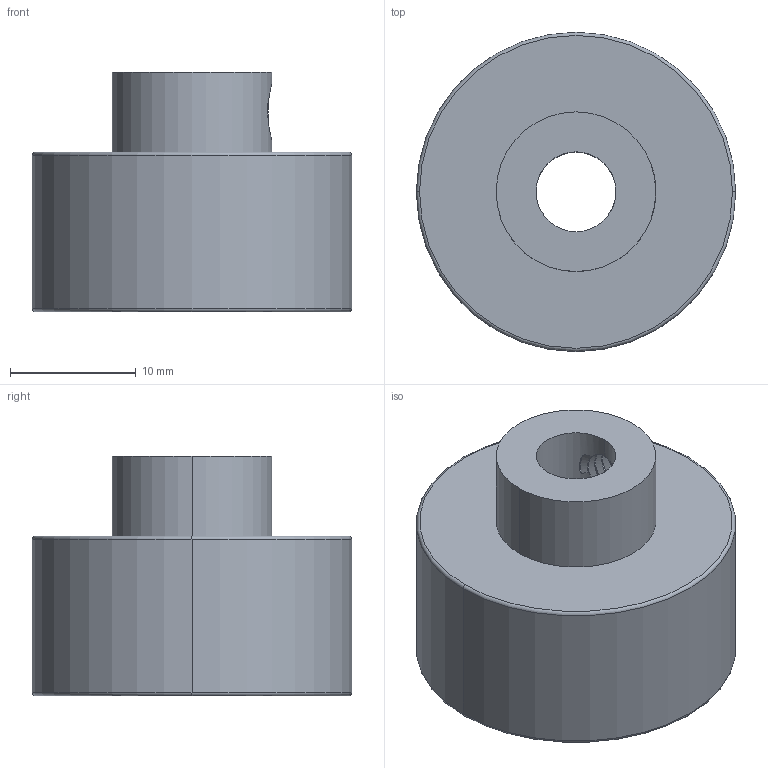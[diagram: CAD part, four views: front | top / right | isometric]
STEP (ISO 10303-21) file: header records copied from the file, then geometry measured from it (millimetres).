
FILE_DESCRIPTION (( 'STEP AP203' ), '1' );
FILE_NAME ('60885K13.step', '2015-10-14T13:07:14', ( '' ), ( '' ), 'SwSTEP 2.0', 'SolidWorks 2010', '' );
FILE_SCHEMA (( 'CONFIG_CONTROL_DESIGN' ));
Length unit declared in the file: inch
Products named in the file (1): 60885K13
Bounding box: 25.4 x 25.4 x 19.05 mm (x, y, z)
Volume: 6599 mm3; surface area: 3633.5 mm2
Topology: 2 solids, 2 shells, 37 faces, 97 edges, 62 vertices
Faces by surface type: cylinder 19, bspline 7, torus 4, plane 4, cone 3
Entity records: 3816 total; most frequent: CARTESIAN_POINT 2951, ORIENTED_EDGE 194, DIRECTION 131, EDGE_CURVE 97, VERTEX_POINT 62, AXIS2_PLACEMENT_3D 56, EDGE_LOOP 41, FACE_OUTER_BOUND 37
